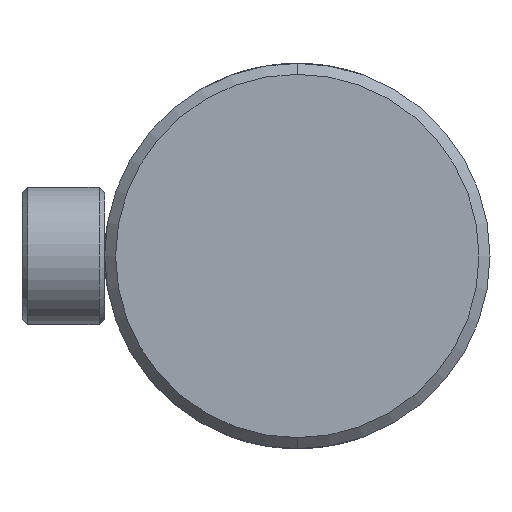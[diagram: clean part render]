
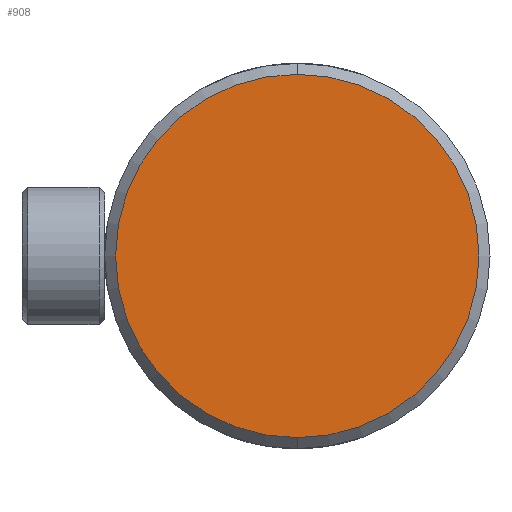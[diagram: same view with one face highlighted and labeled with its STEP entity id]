
A CAD part, left-side view. The second image highlights one B-rep face of the part: STEP entity #908.
In plain terms, the highlighted planar face has unit normal (-1, 0, 0).
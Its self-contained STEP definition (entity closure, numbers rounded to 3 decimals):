
#420 = VERTEX_POINT ( 'NONE', #550 ) ;
#467 = VERTEX_POINT ( 'NONE', #3628 ) ;
#550 = CARTESIAN_POINT ( 'NONE',  ( -47., 0., -33. ) ) ;
#667 = AXIS2_PLACEMENT_3D ( 'NONE', #3690, #798, #4010 ) ;
#798 = DIRECTION ( 'NONE',  ( -1., 0., 0. ) ) ;
#866 = DIRECTION ( 'NONE',  ( 1., 0., 0. ) ) ;
#908 = ADVANCED_FACE ( 'NONE', ( #3959 ), #4127, .F. ) ;
#1130 = EDGE_CURVE ( 'NONE', #467, #420, #4058, .T. ) ;
#1246 = CIRCLE ( 'NONE', #3527, 33. ) ;
#1290 = ORIENTED_EDGE ( 'NONE', *, *, #1130, .T. ) ;
#1349 = ORIENTED_EDGE ( 'NONE', *, *, #2327, .T. ) ;
#1812 = DIRECTION ( 'NONE',  ( -1., 0., 0. ) ) ;
#2095 = DIRECTION ( 'NONE',  ( 0., 0., -1. ) ) ;
#2282 = AXIS2_PLACEMENT_3D ( 'NONE', #4141, #866, #2095 ) ;
#2327 = EDGE_CURVE ( 'NONE', #420, #467, #1246, .T. ) ;
#3527 = AXIS2_PLACEMENT_3D ( 'NONE', #3758, #1812, #4076 ) ;
#3628 = CARTESIAN_POINT ( 'NONE',  ( -47., 0., 33. ) ) ;
#3690 = CARTESIAN_POINT ( 'NONE',  ( -47., 0., 0. ) ) ;
#3758 = CARTESIAN_POINT ( 'NONE',  ( -47., 0., 0. ) ) ;
#3959 = FACE_OUTER_BOUND ( 'NONE', #4121, .T. ) ;
#4010 = DIRECTION ( 'NONE',  ( 0., 0., 1. ) ) ;
#4058 = CIRCLE ( 'NONE', #667, 33. ) ;
#4076 = DIRECTION ( 'NONE',  ( 0., 0., 1. ) ) ;
#4121 = EDGE_LOOP ( 'NONE', ( #1349, #1290 ) ) ;
#4127 = PLANE ( 'NONE',  #2282 ) ;
#4141 = CARTESIAN_POINT ( 'NONE',  ( -47., 0., 0. ) ) ;
